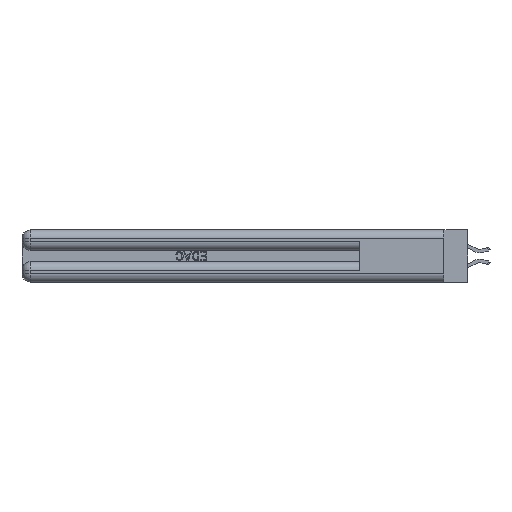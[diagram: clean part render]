
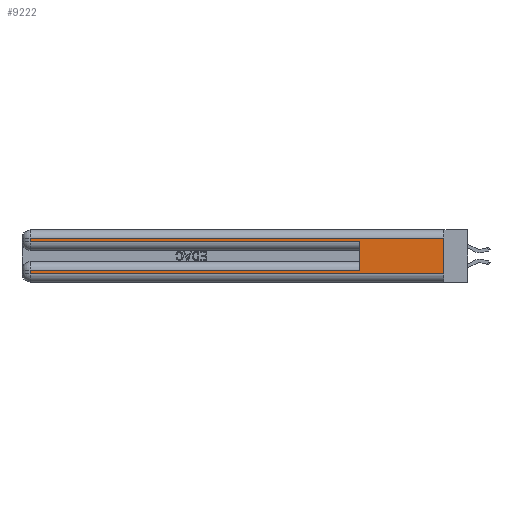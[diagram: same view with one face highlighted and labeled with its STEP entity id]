
A CAD part, left-side view. The second image highlights one B-rep face of the part: STEP entity #9222.
In plain terms, the highlighted planar face has unit normal (-1, 0, 0).
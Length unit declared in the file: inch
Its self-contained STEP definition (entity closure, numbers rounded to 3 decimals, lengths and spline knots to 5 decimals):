
#33 = EDGE_CURVE ( 'NONE', #14817, #33496, #4183, .T. ) ;
#1764 = DIRECTION ( 'NONE',  ( 0., 0., 1. ) ) ;
#2147 = ORIENTED_EDGE ( 'NONE', *, *, #30503, .F. ) ;
#2985 = DIRECTION ( 'NONE',  ( 0., 0., -1. ) ) ;
#3377 = CARTESIAN_POINT ( 'NONE',  ( 0., 0., 0.31 ) ) ;
#3976 = CARTESIAN_POINT ( 'NONE',  ( 0., 2.94, 0.085 ) ) ;
#4123 = VECTOR ( 'NONE', #2985, 39.37008 ) ;
#4183 = LINE ( 'NONE', #15901, #26999 ) ;
#4188 = CARTESIAN_POINT ( 'NONE',  ( 0., 2.94, 0.06 ) ) ;
#4339 = ORIENTED_EDGE ( 'NONE', *, *, #6682, .T. ) ;
#5306 = DIRECTION ( 'NONE',  ( 1., 0., 0. ) ) ;
#5946 = FACE_OUTER_BOUND ( 'NONE', #20350, .T. ) ;
#6682 = EDGE_CURVE ( 'NONE', #7175, #25448, #14836, .T. ) ;
#6938 = VECTOR ( 'NONE', #21243, 39.37008 ) ;
#6939 = CARTESIAN_POINT ( 'NONE',  ( 0., 0., 0.285 ) ) ;
#7175 = VERTEX_POINT ( 'NONE', #13258 ) ;
#8011 = LINE ( 'NONE', #37396, #29825 ) ;
#8218 = CARTESIAN_POINT ( 'NONE',  ( 0., 2.94, 0.285 ) ) ;
#8260 = VERTEX_POINT ( 'NONE', #30043 ) ;
#8632 = VERTEX_POINT ( 'NONE', #8218 ) ;
#9222 = ADVANCED_FACE ( 'NONE', ( #5946 ), #37864, .F. ) ;
#9724 = LINE ( 'NONE', #32739, #24605 ) ;
#9935 = DIRECTION ( 'NONE',  ( 0., -1., 0. ) ) ;
#10847 = DIRECTION ( 'NONE',  ( 0., 1., 0. ) ) ;
#10941 = CARTESIAN_POINT ( 'NONE',  ( 0., 0.6, 0.285 ) ) ;
#11159 = VECTOR ( 'NONE', #10847, 39.37008 ) ;
#11467 = AXIS2_PLACEMENT_3D ( 'NONE', #23112, #5306, #26087 ) ;
#12556 = VERTEX_POINT ( 'NONE', #32598 ) ;
#13000 = LINE ( 'NONE', #17835, #4123 ) ;
#13258 = CARTESIAN_POINT ( 'NONE',  ( 0., 0., 0.31 ) ) ;
#13453 = LINE ( 'NONE', #6939, #27386 ) ;
#14817 = VERTEX_POINT ( 'NONE', #3976 ) ;
#14836 = LINE ( 'NONE', #3377, #6938 ) ;
#15901 = CARTESIAN_POINT ( 'NONE',  ( 0., 2.94, 0.37 ) ) ;
#16037 = DIRECTION ( 'NONE',  ( 0., 0., -1. ) ) ;
#17835 = CARTESIAN_POINT ( 'NONE',  ( 0., 0., 0.37 ) ) ;
#20291 = DIRECTION ( 'NONE',  ( 0., -1., 0. ) ) ;
#20350 = EDGE_LOOP ( 'NONE', ( #24370, #4339, #21188, #32163, #2147, #22060, #33489, #31909 ) ) ;
#21188 = ORIENTED_EDGE ( 'NONE', *, *, #32253, .T. ) ;
#21243 = DIRECTION ( 'NONE',  ( 0., 1., 0. ) ) ;
#22060 = ORIENTED_EDGE ( 'NONE', *, *, #31972, .T. ) ;
#23112 = CARTESIAN_POINT ( 'NONE',  ( 0., 0., 0.37 ) ) ;
#24370 = ORIENTED_EDGE ( 'NONE', *, *, #27545, .F. ) ;
#24605 = VECTOR ( 'NONE', #35716, 39.37008 ) ;
#25448 = VERTEX_POINT ( 'NONE', #28532 ) ;
#25526 = CARTESIAN_POINT ( 'NONE',  ( 0., 0., 0.085 ) ) ;
#26087 = DIRECTION ( 'NONE',  ( 0., 0., -1. ) ) ;
#26999 = VECTOR ( 'NONE', #16037, 39.37008 ) ;
#27386 = VECTOR ( 'NONE', #9935, 39.37008 ) ;
#27545 = EDGE_CURVE ( 'NONE', #7175, #8260, #13000, .T. ) ;
#27612 = VECTOR ( 'NONE', #20291, 39.37008 ) ;
#27782 = EDGE_CURVE ( 'NONE', #8632, #34438, #13453, .T. ) ;
#28532 = CARTESIAN_POINT ( 'NONE',  ( 0., 2.94, 0.31 ) ) ;
#28753 = EDGE_CURVE ( 'NONE', #33496, #8260, #36405, .T. ) ;
#29825 = VECTOR ( 'NONE', #1764, 39.37008 ) ;
#30043 = CARTESIAN_POINT ( 'NONE',  ( 0., 0., 0.06 ) ) ;
#30503 = EDGE_CURVE ( 'NONE', #12556, #34438, #8011, .T. ) ;
#31909 = ORIENTED_EDGE ( 'NONE', *, *, #28753, .T. ) ;
#31972 = EDGE_CURVE ( 'NONE', #12556, #14817, #35743, .T. ) ;
#32163 = ORIENTED_EDGE ( 'NONE', *, *, #27782, .T. ) ;
#32253 = EDGE_CURVE ( 'NONE', #25448, #8632, #9724, .T. ) ;
#32598 = CARTESIAN_POINT ( 'NONE',  ( 0., 0.6, 0.085 ) ) ;
#32739 = CARTESIAN_POINT ( 'NONE',  ( 0., 2.94, 0.37 ) ) ;
#33489 = ORIENTED_EDGE ( 'NONE', *, *, #33, .T. ) ;
#33496 = VERTEX_POINT ( 'NONE', #4188 ) ;
#34438 = VERTEX_POINT ( 'NONE', #10941 ) ;
#35068 = CARTESIAN_POINT ( 'NONE',  ( 0., 0., 0.06 ) ) ;
#35716 = DIRECTION ( 'NONE',  ( 0., 0., -1. ) ) ;
#35743 = LINE ( 'NONE', #25526, #11159 ) ;
#36405 = LINE ( 'NONE', #35068, #27612 ) ;
#37396 = CARTESIAN_POINT ( 'NONE',  ( 0., 0.6, 0.145 ) ) ;
#37864 = PLANE ( 'NONE',  #11467 ) ;
